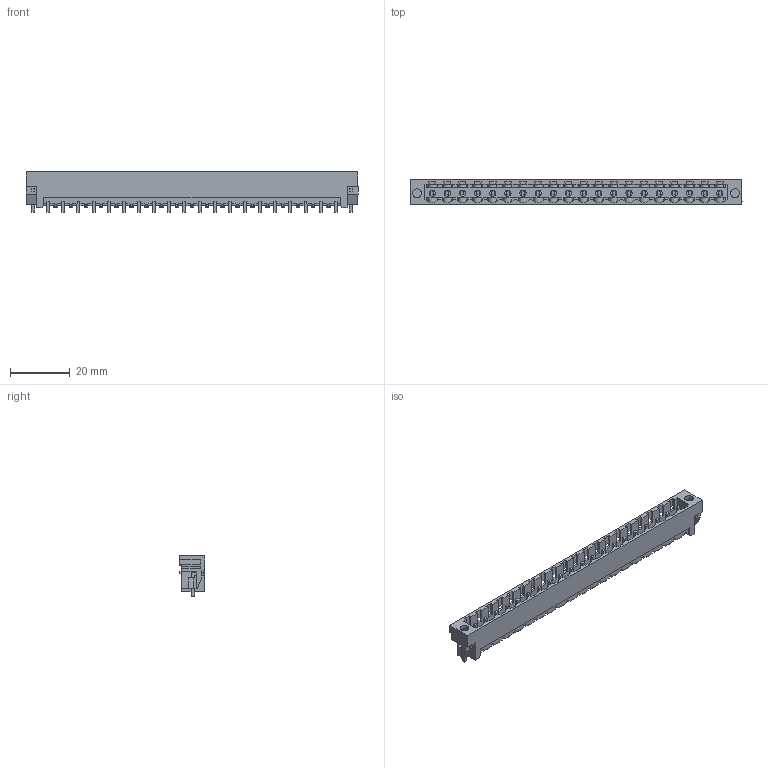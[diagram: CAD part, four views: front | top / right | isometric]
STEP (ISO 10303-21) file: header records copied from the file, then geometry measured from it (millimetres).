
FILE_DESCRIPTION(('CATIA V5 STEP Exchange','CAx-IF Rec.Pracs.--- Model Styling and Organization---1.2---2011-12-15'),'2;1');
FILE_NAME ('D1455957_0_1776542001_1776542001.stp','2018-03-22T10:49:39+00:00',('none'),('Weidmueller'),'CATIA Version 5-6 Release 2014','CATIA V5 STEP AP214','none');
FILE_SCHEMA(('AUTOMOTIVE_DESIGN { 1 0 10303 214 1 1 1 1 }'));
Length unit declared in the file: millimetre
Products named in the file (1): 1776542001
Bounding box: 111.4 x 8.43 x 13.5 mm (x, y, z)
Volume: 3985.2 mm3; surface area: 9318.2 mm2
Topology: 23 solids, 23 shells, 1242 faces, 3948 edges, 2712 vertices
Faces by surface type: plane 1025, cylinder 197, extrusion 20
Entity records: 44476 total; most frequent: CARTESIAN_POINT 10027, ORIENTED_EDGE 7896, DIRECTION 5990, EDGE_CURVE 3948, VECTOR 3222, LINE 3202, VERTEX_POINT 2712, AXIS2_PLACEMENT_3D 1546
